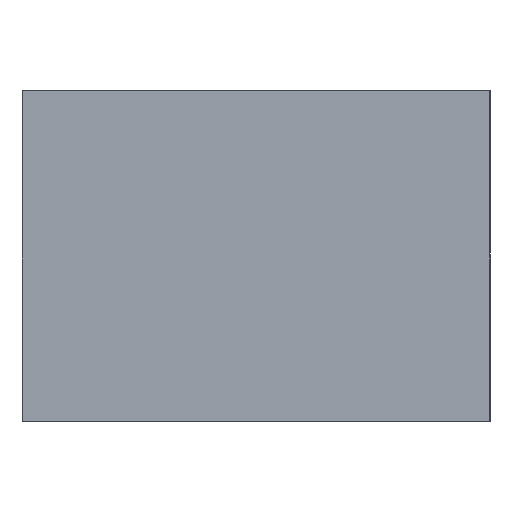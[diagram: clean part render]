
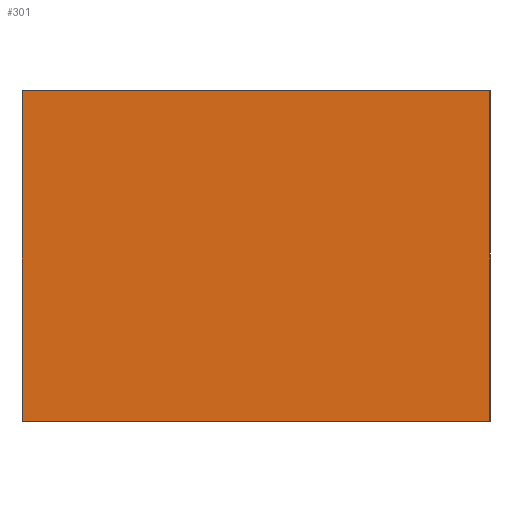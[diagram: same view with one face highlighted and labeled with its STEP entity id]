
A CAD part, top view. The second image highlights one B-rep face of the part: STEP entity #301.
In plain terms, the highlighted planar face has unit normal (0, 0, 1).
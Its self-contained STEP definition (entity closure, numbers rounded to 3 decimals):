
#55=ORIENTED_EDGE('',*,*,#113,.T.);
#56=ORIENTED_EDGE('',*,*,#117,.T.);
#57=ORIENTED_EDGE('',*,*,#120,.T.);
#58=ORIENTED_EDGE('',*,*,#122,.T.);
#113=EDGE_CURVE('',#150,#149,#173,.T.);
#117=EDGE_CURVE('',#149,#152,#177,.T.);
#120=EDGE_CURVE('',#152,#154,#180,.T.);
#122=EDGE_CURVE('',#154,#150,#182,.T.);
#149=VERTEX_POINT('',#460);
#150=VERTEX_POINT('',#462);
#152=VERTEX_POINT('',#468);
#154=VERTEX_POINT('',#474);
#173=LINE('',#461,#209);
#177=LINE('',#469,#213);
#180=LINE('',#475,#216);
#182=LINE('',#478,#218);
#209=VECTOR('',#380,1000.);
#213=VECTOR('',#386,1000.);
#216=VECTOR('',#391,1000.);
#218=VECTOR('',#395,1000.);
#247=EDGE_LOOP('',(#55,#56,#57,#58));
#265=FACE_BOUND('',#247,.T.);
#283=PLANE('',#357);
#301=ADVANCED_FACE('',(#265),#283,.T.);
#357=AXIS2_PLACEMENT_3D('',#479,#396,#397);
#380=DIRECTION('',(0.,-1.,0.));
#386=DIRECTION('',(1.,0.,0.));
#391=DIRECTION('',(0.,1.,0.));
#395=DIRECTION('',(-1.,0.,0.));
#396=DIRECTION('',(0.,0.,1.));
#397=DIRECTION('',(1.,0.,0.));
#460=CARTESIAN_POINT('',(-148.5,-105.,0.075));
#461=CARTESIAN_POINT('',(-148.5,105.,0.075));
#462=CARTESIAN_POINT('',(-148.5,105.,0.075));
#468=CARTESIAN_POINT('',(148.5,-105.,0.075));
#469=CARTESIAN_POINT('',(-148.5,-105.,0.075));
#474=CARTESIAN_POINT('',(148.5,105.,0.075));
#475=CARTESIAN_POINT('',(148.5,-105.,0.075));
#478=CARTESIAN_POINT('',(148.5,105.,0.075));
#479=CARTESIAN_POINT('',(-148.5,-105.,0.075));
